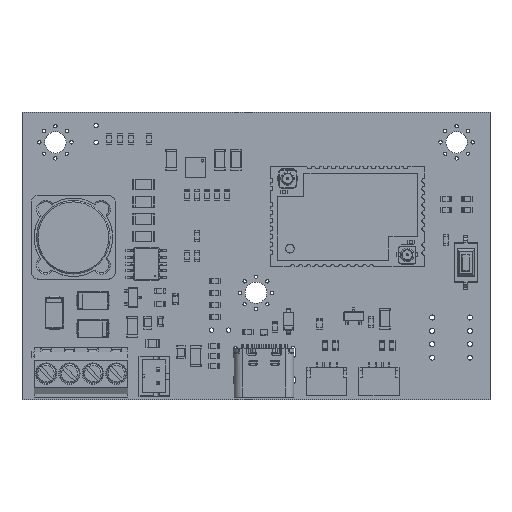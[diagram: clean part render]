
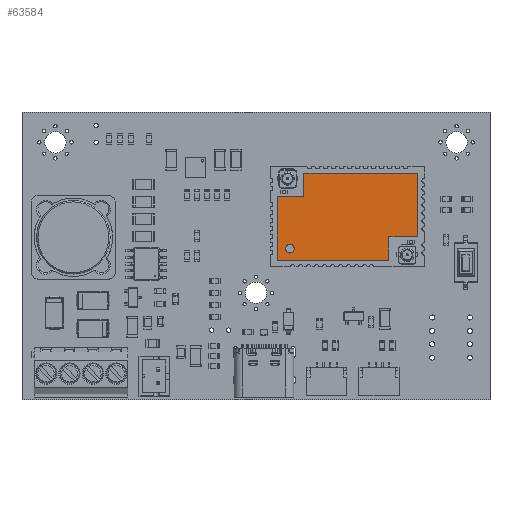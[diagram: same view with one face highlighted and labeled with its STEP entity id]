
A CAD part, top view. The second image highlights one B-rep face of the part: STEP entity #63584.
In plain terms, the highlighted face is planar.
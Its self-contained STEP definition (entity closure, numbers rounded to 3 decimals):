
#63301 = VERTEX_POINT('',#63302);
#63302 = CARTESIAN_POINT('',(22.132,14.465,
    10.215));
#63308 = EDGE_CURVE('',#63309,#63301,#63311,.T.);
#63309 = VERTEX_POINT('',#63310);
#63310 = CARTESIAN_POINT('',(22.132,14.465,
    8.915));
#63311 = CIRCLE('',#63312,0.65);
#63312 = AXIS2_PLACEMENT_3D('',#63313,#63314,#63315);
#63313 = CARTESIAN_POINT('',(22.132,14.465,
    9.565));
#63314 = DIRECTION('',(0.,1.,0.));
#63315 = DIRECTION('',(0.,0.,1.));
#63351 = VERTEX_POINT('',#63352);
#63352 = CARTESIAN_POINT('',(20.026,14.465,
    20.845));
#63358 = EDGE_CURVE('',#63359,#63351,#63361,.T.);
#63359 = VERTEX_POINT('',#63360);
#63360 = CARTESIAN_POINT('',(3.026,14.465,
    20.845));
#63361 = LINE('',#63362,#63363);
#63362 = CARTESIAN_POINT('',(3.026,14.465,
    20.845));
#63363 = VECTOR('',#63364,1.);
#63364 = DIRECTION('',(1.,0.,0.));
#63389 = VERTEX_POINT('',#63390);
#63390 = CARTESIAN_POINT('',(20.026,14.465,
    17.345));
#63396 = EDGE_CURVE('',#63351,#63389,#63397,.T.);
#63397 = LINE('',#63398,#63399);
#63398 = CARTESIAN_POINT('',(20.026,14.465,
    20.845));
#63399 = VECTOR('',#63400,1.);
#63400 = DIRECTION('',(0.,0.,-1.));
#63420 = VERTEX_POINT('',#63421);
#63421 = CARTESIAN_POINT('',(24.026,14.465,
    17.345));
#63427 = EDGE_CURVE('',#63389,#63420,#63428,.T.);
#63428 = LINE('',#63429,#63430);
#63429 = CARTESIAN_POINT('',(20.026,14.465,
    17.345));
#63430 = VECTOR('',#63431,1.);
#63431 = DIRECTION('',(1.,0.,0.));
#63451 = VERTEX_POINT('',#63452);
#63452 = CARTESIAN_POINT('',(24.026,14.465,
    7.845));
#63458 = EDGE_CURVE('',#63420,#63451,#63459,.T.);
#63459 = LINE('',#63460,#63461);
#63460 = CARTESIAN_POINT('',(24.026,14.465,
    7.845));
#63461 = VECTOR('',#63462,1.);
#63462 = DIRECTION('',(0.,0.,-1.));
#63482 = VERTEX_POINT('',#63483);
#63483 = CARTESIAN_POINT('',(7.326,14.465,
    7.845));
#63489 = EDGE_CURVE('',#63451,#63482,#63490,.T.);
#63490 = LINE('',#63491,#63492);
#63491 = CARTESIAN_POINT('',(7.326,14.465,
    7.845));
#63492 = VECTOR('',#63493,1.);
#63493 = DIRECTION('',(-1.,0.,0.));
#63513 = VERTEX_POINT('',#63514);
#63514 = CARTESIAN_POINT('',(7.326,14.465,
    11.345));
#63520 = EDGE_CURVE('',#63482,#63513,#63521,.T.);
#63521 = LINE('',#63522,#63523);
#63522 = CARTESIAN_POINT('',(7.326,14.465,
    11.345));
#63523 = VECTOR('',#63524,1.);
#63524 = DIRECTION('',(0.,0.,1.));
#63544 = VERTEX_POINT('',#63545);
#63545 = CARTESIAN_POINT('',(3.026,14.465,
    11.345));
#63551 = EDGE_CURVE('',#63513,#63544,#63552,.T.);
#63552 = LINE('',#63553,#63554);
#63553 = CARTESIAN_POINT('',(3.026,14.465,
    11.345));
#63554 = VECTOR('',#63555,1.);
#63555 = DIRECTION('',(-1.,0.,0.));
#63573 = EDGE_CURVE('',#63544,#63359,#63574,.T.);
#63574 = LINE('',#63575,#63576);
#63575 = CARTESIAN_POINT('',(3.026,14.465,
    11.345));
#63576 = VECTOR('',#63577,1.);
#63577 = DIRECTION('',(0.,0.,1.));
#63584 = ADVANCED_FACE('',(#63585,#63595),#63605,.T.);
#63585 = FACE_BOUND('',#63586,.T.);
#63586 = EDGE_LOOP('',(#63587,#63588,#63589,#63590,#63591,#63592,#63593,
    #63594));
#63587 = ORIENTED_EDGE('',*,*,#63358,.T.);
#63588 = ORIENTED_EDGE('',*,*,#63396,.T.);
#63589 = ORIENTED_EDGE('',*,*,#63427,.T.);
#63590 = ORIENTED_EDGE('',*,*,#63458,.T.);
#63591 = ORIENTED_EDGE('',*,*,#63489,.T.);
#63592 = ORIENTED_EDGE('',*,*,#63520,.T.);
#63593 = ORIENTED_EDGE('',*,*,#63551,.T.);
#63594 = ORIENTED_EDGE('',*,*,#63573,.T.);
#63595 = FACE_BOUND('',#63596,.T.);
#63596 = EDGE_LOOP('',(#63597,#63604));
#63597 = ORIENTED_EDGE('',*,*,#63598,.F.);
#63598 = EDGE_CURVE('',#63301,#63309,#63599,.T.);
#63599 = CIRCLE('',#63600,0.65);
#63600 = AXIS2_PLACEMENT_3D('',#63601,#63602,#63603);
#63601 = CARTESIAN_POINT('',(22.132,14.465,
    9.565));
#63602 = DIRECTION('',(0.,1.,0.));
#63603 = DIRECTION('',(0.,0.,1.));
#63604 = ORIENTED_EDGE('',*,*,#63308,.F.);
#63605 = PLANE('',#63606);
#63606 = AXIS2_PLACEMENT_3D('',#63607,#63608,#63609);
#63607 = CARTESIAN_POINT('',(13.526,14.465,
    14.345));
#63608 = DIRECTION('',(0.,1.,0.));
#63609 = DIRECTION('',(1.,0.,0.));
